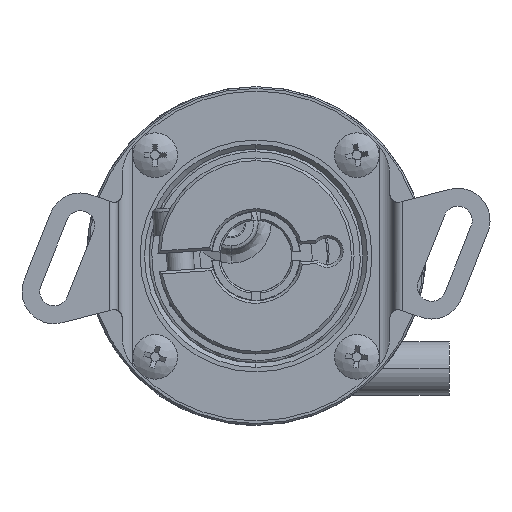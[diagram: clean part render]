
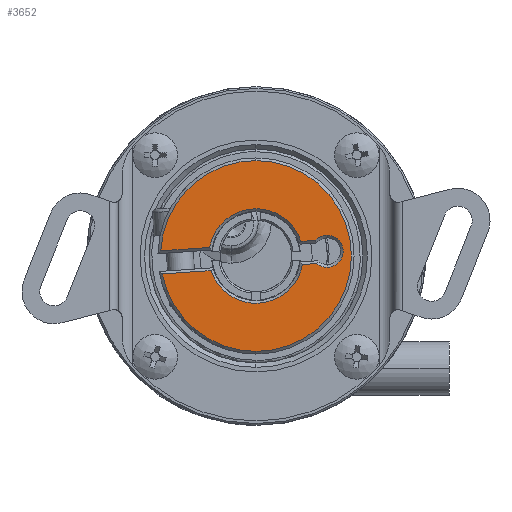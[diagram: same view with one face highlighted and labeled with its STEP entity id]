
A CAD part, left-side view. The second image highlights one B-rep face of the part: STEP entity #3652.
In plain terms, the highlighted planar face has unit normal (-1, 0, 0).
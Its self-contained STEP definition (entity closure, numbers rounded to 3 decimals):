
#167 = CIRCLE ( 'NONE', #13719, 10.7 ) ;
#637 = VERTEX_POINT ( 'NONE', #15649 ) ;
#1075 = CIRCLE ( 'NONE', #10354, 1.8 ) ;
#1082 = EDGE_CURVE ( 'NONE', #21424, #15813, #22536, .T. ) ;
#1685 = DIRECTION ( 'NONE',  ( 1., 0., 0. ) ) ;
#1887 = CARTESIAN_POINT ( 'NONE',  ( -6.166, -4.09, -0.953 ) ) ;
#2196 = VERTEX_POINT ( 'NONE', #14801 ) ;
#2320 = AXIS2_PLACEMENT_3D ( 'NONE', #16252, #22086, #5554 ) ;
#2581 = EDGE_LOOP ( 'NONE', ( #2660, #19991, #5869, #6747, #3002, #3329, #14455, #12652, #17055, #20932, #8365, #13690, #12025 ) ) ;
#2660 = ORIENTED_EDGE ( 'NONE', *, *, #21606, .T. ) ;
#2761 = CIRCLE ( 'NONE', #12311, 5.3 ) ;
#2906 = DIRECTION ( 'NONE',  ( -1., 0., 0. ) ) ;
#2984 = DIRECTION ( 'NONE',  ( 0., 0., -1. ) ) ;
#2992 = CARTESIAN_POINT ( 'NONE',  ( -6.166, -6.859, -1.264 ) ) ;
#3002 = ORIENTED_EDGE ( 'NONE', *, *, #15820, .T. ) ;
#3329 = ORIENTED_EDGE ( 'NONE', *, *, #1082, .T. ) ;
#3471 = CARTESIAN_POINT ( 'NONE',  ( -6.166, -5.529, 1.749 ) ) ;
#3485 = DIRECTION ( 'NONE',  ( 1., 0., 0. ) ) ;
#3652 = ADVANCED_FACE ( 'NONE', ( #4510 ), #21856, .T. ) ;
#3825 = CARTESIAN_POINT ( 'NONE',  ( -6.166, 6.163, -1.641 ) ) ;
#3936 = DIRECTION ( 'NONE',  ( 0., 0., -1. ) ) ;
#4344 = CARTESIAN_POINT ( 'NONE',  ( -6.166, -6.859, 0.536 ) ) ;
#4510 = FACE_OUTER_BOUND ( 'NONE', #2581, .T. ) ;
#4695 = CARTESIAN_POINT ( 'NONE',  ( -6.166, 1.123, 0. ) ) ;
#4798 = VERTEX_POINT ( 'NONE', #12736 ) ;
#4813 = EDGE_CURVE ( 'NONE', #16965, #7490, #8930, .T. ) ;
#4997 = CARTESIAN_POINT ( 'NONE',  ( -6.166, 1.123, -10.7 ) ) ;
#5094 = DIRECTION ( 'NONE',  ( 1., 0., 0. ) ) ;
#5315 = CARTESIAN_POINT ( 'NONE',  ( -6.166, 11.807, 0.586 ) ) ;
#5554 = DIRECTION ( 'NONE',  ( 0., 0., -1. ) ) ;
#5754 = VERTEX_POINT ( 'NONE', #20769 ) ;
#5869 = ORIENTED_EDGE ( 'NONE', *, *, #8578, .T. ) ;
#5937 = CARTESIAN_POINT ( 'NONE',  ( -6.166, 1.123, 0. ) ) ;
#6032 = CIRCLE ( 'NONE', #13856, 1.8 ) ;
#6238 = DIRECTION ( 'NONE',  ( 0., 0., 1. ) ) ;
#6328 = VERTEX_POINT ( 'NONE', #4997 ) ;
#6662 = CIRCLE ( 'NONE', #21099, 10.7 ) ;
#6747 = ORIENTED_EDGE ( 'NONE', *, *, #4813, .F. ) ;
#6777 = DIRECTION ( 'NONE',  ( 0., 0., 1. ) ) ;
#7060 = DIRECTION ( 'NONE',  ( 0., 0.998, -0.067 ) ) ;
#7490 = VERTEX_POINT ( 'NONE', #21260 ) ;
#8026 = EDGE_CURVE ( 'NONE', #4798, #22759, #6032, .T. ) ;
#8109 = AXIS2_PLACEMENT_3D ( 'NONE', #5937, #11403, #18507 ) ;
#8365 = ORIENTED_EDGE ( 'NONE', *, *, #13487, .T. ) ;
#8578 = EDGE_CURVE ( 'NONE', #22759, #7490, #16366, .T. ) ;
#8675 = AXIS2_PLACEMENT_3D ( 'NONE', #12377, #1685, #10695 ) ;
#8690 = DIRECTION ( 'NONE',  ( 0., 0.998, -0.067 ) ) ;
#8728 = CIRCLE ( 'NONE', #13344, 5.3 ) ;
#8838 = CARTESIAN_POINT ( 'NONE',  ( -6.166, 6.163, -1.641 ) ) ;
#8862 = CARTESIAN_POINT ( 'NONE',  ( -6.166, 1.123, 0. ) ) ;
#8930 = LINE ( 'NONE', #1887, #12013 ) ;
#9215 = EDGE_CURVE ( 'NONE', #6328, #637, #167, .T. ) ;
#9314 = CARTESIAN_POINT ( 'NONE',  ( -6.166, 1.123, 0. ) ) ;
#10354 = AXIS2_PLACEMENT_3D ( 'NONE', #11873, #12035, #6777 ) ;
#10567 = VECTOR ( 'NONE', #7060, 1000. ) ;
#10587 = LINE ( 'NONE', #5315, #14799 ) ;
#10695 = DIRECTION ( 'NONE',  ( 0., 0., 1. ) ) ;
#11403 = DIRECTION ( 'NONE',  ( -1., 0., 0. ) ) ;
#11623 = CARTESIAN_POINT ( 'NONE',  ( -6.166, 1.123, 0. ) ) ;
#11873 = CARTESIAN_POINT ( 'NONE',  ( -6.166, -6.859, 0.536 ) ) ;
#11947 = CARTESIAN_POINT ( 'NONE',  ( -6.166, -4.09, -0.953 ) ) ;
#12013 = VECTOR ( 'NONE', #12662, 1000. ) ;
#12025 = ORIENTED_EDGE ( 'NONE', *, *, #15228, .F. ) ;
#12035 = DIRECTION ( 'NONE',  ( 1., 0., 0. ) ) ;
#12199 = DIRECTION ( 'NONE',  ( 0., 0., 1. ) ) ;
#12258 = CARTESIAN_POINT ( 'NONE',  ( -6.166, -5.529, 1.749 ) ) ;
#12311 = AXIS2_PLACEMENT_3D ( 'NONE', #11623, #17000, #6238 ) ;
#12377 = CARTESIAN_POINT ( 'NONE',  ( -6.166, 1.123, 0. ) ) ;
#12652 = ORIENTED_EDGE ( 'NONE', *, *, #9215, .T. ) ;
#12662 = DIRECTION ( 'NONE',  ( 0., -0.998, 0.067 ) ) ;
#12736 = CARTESIAN_POINT ( 'NONE',  ( -6.166, -6.859, 2.336 ) ) ;
#13344 = AXIS2_PLACEMENT_3D ( 'NONE', #8862, #3485, #14199 ) ;
#13487 = EDGE_CURVE ( 'NONE', #16489, #5754, #22025, .T. ) ;
#13571 = CARTESIAN_POINT ( 'NONE',  ( -6.166, 6.337, 0.953 ) ) ;
#13690 = ORIENTED_EDGE ( 'NONE', *, *, #14498, .T. ) ;
#13719 = AXIS2_PLACEMENT_3D ( 'NONE', #9314, #21936, #3936 ) ;
#13856 = AXIS2_PLACEMENT_3D ( 'NONE', #22860, #5094, #12199 ) ;
#14199 = DIRECTION ( 'NONE',  ( 0., 0., 1. ) ) ;
#14455 = ORIENTED_EDGE ( 'NONE', *, *, #21500, .T. ) ;
#14498 = EDGE_CURVE ( 'NONE', #5754, #2196, #8728, .T. ) ;
#14725 = CIRCLE ( 'NONE', #2320, 10.7 ) ;
#14799 = VECTOR ( 'NONE', #16013, 1000. ) ;
#14801 = CARTESIAN_POINT ( 'NONE',  ( -6.166, -3.916, 1.641 ) ) ;
#15052 = DIRECTION ( 'NONE',  ( 0., 0., 1. ) ) ;
#15207 = VERTEX_POINT ( 'NONE', #21322 ) ;
#15228 = EDGE_CURVE ( 'NONE', #18157, #2196, #16446, .T. ) ;
#15649 = CARTESIAN_POINT ( 'NONE',  ( -6.166, 1.123, 10.7 ) ) ;
#15813 = VERTEX_POINT ( 'NONE', #16929 ) ;
#15820 = EDGE_CURVE ( 'NONE', #16965, #21424, #2761, .T. ) ;
#16013 = DIRECTION ( 'NONE',  ( 0., -0.998, 0.067 ) ) ;
#16252 = CARTESIAN_POINT ( 'NONE',  ( -6.166, 1.123, 0. ) ) ;
#16366 = CIRCLE ( 'NONE', #20857, 1.8 ) ;
#16446 = LINE ( 'NONE', #3471, #10567 ) ;
#16489 = VERTEX_POINT ( 'NONE', #13571 ) ;
#16670 = DIRECTION ( 'NONE',  ( 1., 0., 0. ) ) ;
#16901 = EDGE_CURVE ( 'NONE', #637, #15207, #6662, .T. ) ;
#16929 = CARTESIAN_POINT ( 'NONE',  ( -6.166, 11.633, -2.008 ) ) ;
#16965 = VERTEX_POINT ( 'NONE', #11947 ) ;
#17000 = DIRECTION ( 'NONE',  ( 1., 0., 0. ) ) ;
#17055 = ORIENTED_EDGE ( 'NONE', *, *, #16901, .T. ) ;
#18157 = VERTEX_POINT ( 'NONE', #12258 ) ;
#18507 = DIRECTION ( 'NONE',  ( 0., 0., 1. ) ) ;
#19176 = VECTOR ( 'NONE', #8690, 1000. ) ;
#19991 = ORIENTED_EDGE ( 'NONE', *, *, #8026, .T. ) ;
#20769 = CARTESIAN_POINT ( 'NONE',  ( -6.166, 1.123, 5.3 ) ) ;
#20857 = AXIS2_PLACEMENT_3D ( 'NONE', #4344, #16670, #15052 ) ;
#20932 = ORIENTED_EDGE ( 'NONE', *, *, #22991, .T. ) ;
#21099 = AXIS2_PLACEMENT_3D ( 'NONE', #4695, #2906, #2984 ) ;
#21260 = CARTESIAN_POINT ( 'NONE',  ( -6.166, -5.704, -0.845 ) ) ;
#21322 = CARTESIAN_POINT ( 'NONE',  ( -6.166, 11.807, 0.586 ) ) ;
#21424 = VERTEX_POINT ( 'NONE', #3825 ) ;
#21500 = EDGE_CURVE ( 'NONE', #15813, #6328, #14725, .T. ) ;
#21606 = EDGE_CURVE ( 'NONE', #18157, #4798, #1075, .T. ) ;
#21856 = PLANE ( 'NONE',  #8109 ) ;
#21936 = DIRECTION ( 'NONE',  ( -1., 0., 0. ) ) ;
#22025 = CIRCLE ( 'NONE', #8675, 5.3 ) ;
#22086 = DIRECTION ( 'NONE',  ( -1., 0., 0. ) ) ;
#22536 = LINE ( 'NONE', #8838, #19176 ) ;
#22759 = VERTEX_POINT ( 'NONE', #2992 ) ;
#22860 = CARTESIAN_POINT ( 'NONE',  ( -6.166, -6.859, 0.536 ) ) ;
#22991 = EDGE_CURVE ( 'NONE', #15207, #16489, #10587, .T. ) ;
